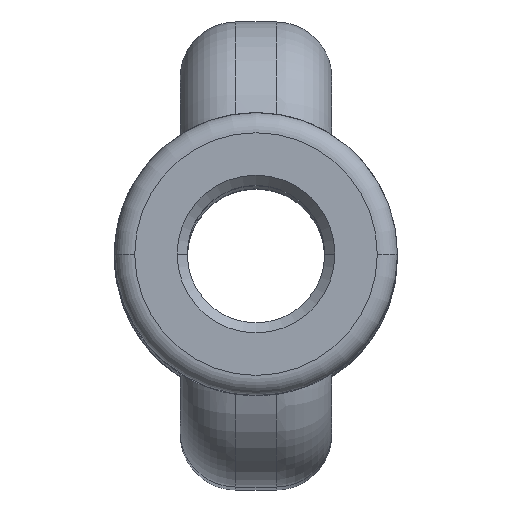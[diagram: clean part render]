
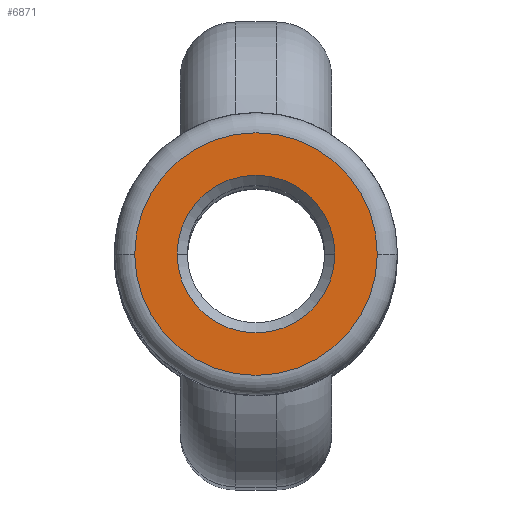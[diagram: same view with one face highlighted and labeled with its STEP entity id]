
A CAD part, top view. The second image highlights one B-rep face of the part: STEP entity #6871.
In plain terms, the highlighted planar face has unit normal (0, 0, 1).
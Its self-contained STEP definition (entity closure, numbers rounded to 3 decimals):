
#313 = AXIS2_PLACEMENT_3D ( 'NONE', #10397, #7338, #17712 ) ;
#801 = CIRCLE ( 'NONE', #7625, 3.9 ) ;
#874 = PLANE ( 'NONE',  #8883 ) ;
#2358 = CARTESIAN_POINT ( 'NONE',  ( 0., 7., 55. ) ) ;
#2814 = DIRECTION ( 'NONE',  ( 0., 0., 1. ) ) ;
#3083 = VERTEX_POINT ( 'NONE', #9753 ) ;
#3284 = EDGE_CURVE ( 'NONE', #13032, #3083, #4061, .T. ) ;
#3824 = DIRECTION ( 'NONE',  ( 0., 0., -1. ) ) ;
#4061 = CIRCLE ( 'NONE', #17646, 3.9 ) ;
#4805 = EDGE_CURVE ( 'NONE', #17872, #5985, #4981, .T. ) ;
#4981 = CIRCLE ( 'NONE', #8351, 6. ) ;
#4985 = CARTESIAN_POINT ( 'NONE',  ( -6., 0., 55. ) ) ;
#5560 = EDGE_CURVE ( 'NONE', #3083, #13032, #801, .T. ) ;
#5797 = CARTESIAN_POINT ( 'NONE',  ( 0., 0., 55. ) ) ;
#5920 = EDGE_CURVE ( 'NONE', #5985, #17872, #7501, .T. ) ;
#5985 = VERTEX_POINT ( 'NONE', #9261 ) ;
#6871 = ADVANCED_FACE ( 'NONE', ( #17934, #9826 ), #874, .F. ) ;
#7070 = DIRECTION ( 'NONE',  ( -1., 0., 0. ) ) ;
#7338 = DIRECTION ( 'NONE',  ( 0., 0., 1. ) ) ;
#7340 = ORIENTED_EDGE ( 'NONE', *, *, #5560, .T. ) ;
#7501 = CIRCLE ( 'NONE', #313, 6. ) ;
#7625 = AXIS2_PLACEMENT_3D ( 'NONE', #14292, #13698, #18346 ) ;
#7637 = EDGE_LOOP ( 'NONE', ( #7340, #16774 ) ) ;
#8351 = AXIS2_PLACEMENT_3D ( 'NONE', #5797, #2814, #17514 ) ;
#8571 = CARTESIAN_POINT ( 'NONE',  ( 0., 0., 55. ) ) ;
#8883 = AXIS2_PLACEMENT_3D ( 'NONE', #2358, #3824, #14210 ) ;
#9261 = CARTESIAN_POINT ( 'NONE',  ( 6., 0., 55. ) ) ;
#9753 = CARTESIAN_POINT ( 'NONE',  ( 3.9, 0., 55. ) ) ;
#9826 = FACE_OUTER_BOUND ( 'NONE', #12282, .T. ) ;
#10397 = CARTESIAN_POINT ( 'NONE',  ( 0., 0., 55. ) ) ;
#12282 = EDGE_LOOP ( 'NONE', ( #15580, #14074 ) ) ;
#13032 = VERTEX_POINT ( 'NONE', #16339 ) ;
#13170 = DIRECTION ( 'NONE',  ( 0., 0., -1. ) ) ;
#13698 = DIRECTION ( 'NONE',  ( 0., 0., -1. ) ) ;
#14074 = ORIENTED_EDGE ( 'NONE', *, *, #5920, .T. ) ;
#14210 = DIRECTION ( 'NONE',  ( -1., 0., 0. ) ) ;
#14292 = CARTESIAN_POINT ( 'NONE',  ( 0., 0., 55. ) ) ;
#15580 = ORIENTED_EDGE ( 'NONE', *, *, #4805, .T. ) ;
#16339 = CARTESIAN_POINT ( 'NONE',  ( -3.9, 0., 55. ) ) ;
#16774 = ORIENTED_EDGE ( 'NONE', *, *, #3284, .T. ) ;
#17514 = DIRECTION ( 'NONE',  ( -1., 0., 0. ) ) ;
#17646 = AXIS2_PLACEMENT_3D ( 'NONE', #8571, #13170, #7070 ) ;
#17712 = DIRECTION ( 'NONE',  ( -1., 0., 0. ) ) ;
#17872 = VERTEX_POINT ( 'NONE', #4985 ) ;
#17934 = FACE_BOUND ( 'NONE', #7637, .T. ) ;
#18346 = DIRECTION ( 'NONE',  ( -1., 0., 0. ) ) ;
